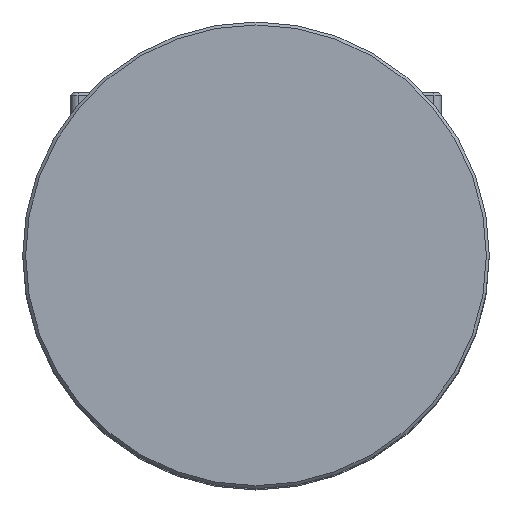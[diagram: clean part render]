
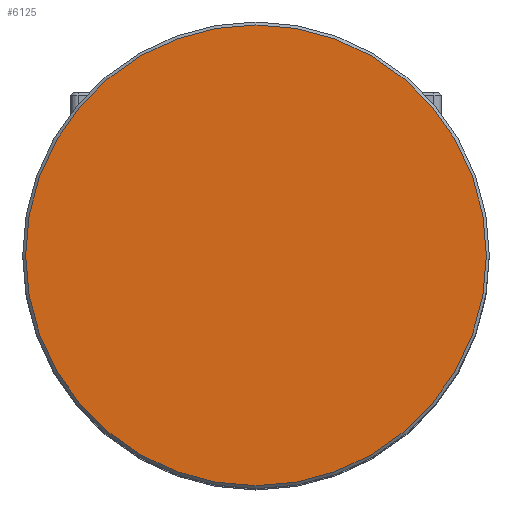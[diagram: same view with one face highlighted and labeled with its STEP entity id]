
A CAD part, top view. The second image highlights one B-rep face of the part: STEP entity #6125.
In plain terms, the highlighted planar face has unit normal (0, 0, 1).
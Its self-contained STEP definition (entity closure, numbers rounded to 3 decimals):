
#686=PLANE('',#6560);
#990=FACE_OUTER_BOUND('',#1377,.T.);
#1377=EDGE_LOOP('',(#4764));
#2350=CIRCLE('',#6559,31.1);
#2721=VERTEX_POINT('',#11329);
#3453=EDGE_CURVE('',#2721,#2721,#2350,.T.);
#4764=ORIENTED_EDGE('',*,*,#3453,.F.);
#6125=ADVANCED_FACE('',(#990),#686,.T.);
#6559=AXIS2_PLACEMENT_3D('',#11330,#7170,#7171);
#6560=AXIS2_PLACEMENT_3D('',#11332,#7173,#7174);
#7170=DIRECTION('center_axis',(0.,0.,-1.));
#7171=DIRECTION('ref_axis',(-1.,0.,0.));
#7173=DIRECTION('center_axis',(0.,0.,1.));
#7174=DIRECTION('ref_axis',(-1.,0.,0.));
#11329=CARTESIAN_POINT('',(31.1,0.,102.));
#11330=CARTESIAN_POINT('Origin',(0.,0.,102.));
#11332=CARTESIAN_POINT('Origin',(0.,0.,102.));
